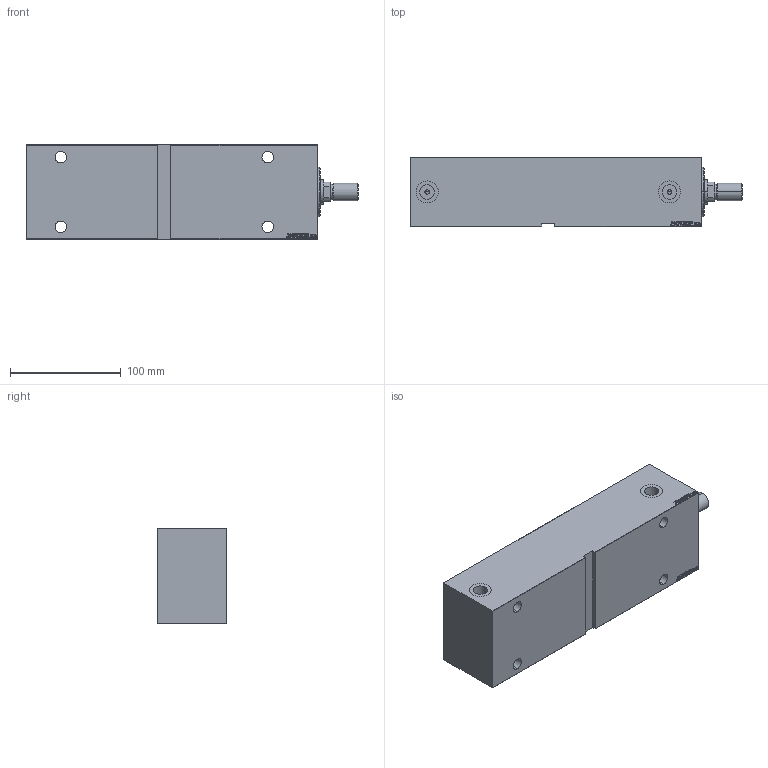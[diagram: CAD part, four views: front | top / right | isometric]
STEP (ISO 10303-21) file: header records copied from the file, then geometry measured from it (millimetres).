
FILE_DESCRIPTION (( 'STEP AP203' ), '1' );
FILE_NAME ('0c84.STEP', '2023-12-01T12:23:16', ( '' ), ( '' ), 'SwSTEP 2.0', 'SolidWorks 2019', '' );
FILE_SCHEMA (( 'CONFIG_CONTROL_DESIGN' ));
Length unit declared in the file: millimetre
Products named in the file (5): V450CM_E_VCP 355621d1a38d88e2b1696d7ef29dbeac; V450CM_MALE_METRIC 355621d1a38d88e2b1696d7ef29dbeac; 0c84; V450CM_E_Body 355621d1a38d88e2b1696d7ef29dbeac; V450CM_VC_B 355621d1a38d88e2b1696d7ef29dbeac
Assembly tree (4 placements, depth 2):
  0c84
    V450CM_E_Body 355621d1a38d88e2b1696d7ef29dbeac
    V450CM_E_VCP 355621d1a38d88e2b1696d7ef29dbeac
    V450CM_VC_B 355621d1a38d88e2b1696d7ef29dbeac
    V450CM_MALE_METRIC 355621d1a38d88e2b1696d7ef29dbeac
Bounding box: 300 x 63 x 85 mm (x, y, z)
Volume: 1210925.2 mm3; surface area: 163863.7 mm2
Topology: 4 solids, 4 shells, 870 faces, 2230 edges, 1477 vertices
Faces by surface type: plane 414, bspline 380, cylinder 56, cone 18, torus 2
Entity records: 43721 total; most frequent: CARTESIAN_POINT 24550, ORIENTED_EDGE 4456, DIRECTION 2584, EDGE_CURVE 2228, VERTEX_POINT 1477, VECTOR 1322, LINE 1322, EDGE_LOOP 995
